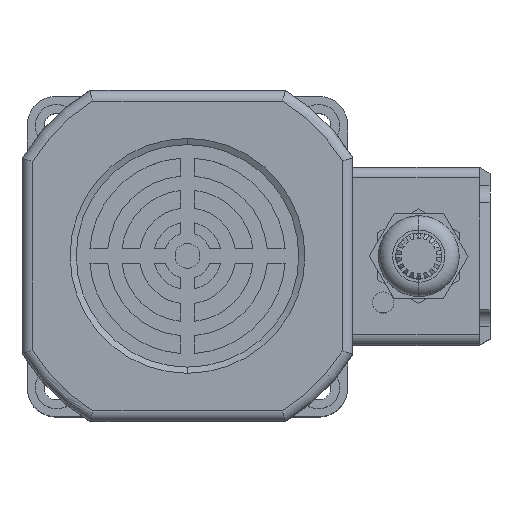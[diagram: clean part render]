
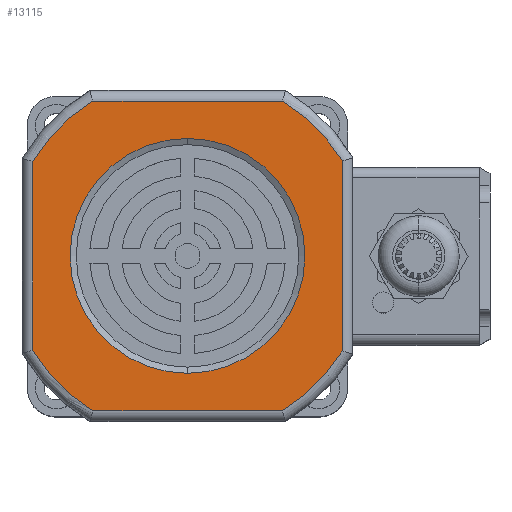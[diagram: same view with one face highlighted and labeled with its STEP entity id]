
A CAD part, top view. The second image highlights one B-rep face of the part: STEP entity #13115.
In plain terms, the highlighted face is planar.
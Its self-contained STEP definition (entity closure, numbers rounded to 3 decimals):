
#147 = CARTESIAN_POINT ( 'NONE',  ( 0.05, 0., 0. ) ) ;
#557 = ORIENTED_EDGE ( 'NONE', *, *, #3538, .T. ) ;
#772 = CARTESIAN_POINT ( 'NONE',  ( 0.05, 0., 0. ) ) ;
#1061 = EDGE_LOOP ( 'NONE', ( #9142, #10194, #557, #16025, #16243, #6004, #21102, #16073 ) ) ;
#1138 = DIRECTION ( 'NONE',  ( 0., 1., 0. ) ) ;
#1303 = VERTEX_POINT ( 'NONE', #17204 ) ;
#1767 = CIRCLE ( 'NONE', #7255, 33. ) ;
#2111 = DIRECTION ( 'NONE',  ( 0., 0., 1. ) ) ;
#2315 = DIRECTION ( 'NONE',  ( 1., 0., 0. ) ) ;
#2761 = DIRECTION ( 'NONE',  ( 0., 0., 1. ) ) ;
#3045 = EDGE_CURVE ( 'NONE', #11709, #10045, #15273, .T. ) ;
#3201 = EDGE_CURVE ( 'NONE', #10045, #11054, #7855, .T. ) ;
#3538 = EDGE_CURVE ( 'NONE', #11054, #16594, #22257, .T. ) ;
#3688 = EDGE_CURVE ( 'NONE', #16594, #4701, #8772, .T. ) ;
#3892 = EDGE_CURVE ( 'NONE', #4701, #5784, #19540, .T. ) ;
#3960 = DIRECTION ( 'NONE',  ( -1., 0., 0. ) ) ;
#4068 = EDGE_CURVE ( 'NONE', #5784, #20159, #12361, .T. ) ;
#4484 = DIRECTION ( 'NONE',  ( 0., 0., -1. ) ) ;
#4554 = EDGE_CURVE ( 'NONE', #20159, #1303, #22778, .T. ) ;
#4701 = VERTEX_POINT ( 'NONE', #19407 ) ;
#4892 = EDGE_CURVE ( 'NONE', #1303, #11709, #6328, .T. ) ;
#5038 = ORIENTED_EDGE ( 'NONE', *, *, #8513, .F. ) ;
#5044 = EDGE_CURVE ( 'NONE', #20359, #12288, #22172, .T. ) ;
#5190 = VECTOR ( 'NONE', #4484, 1000. ) ;
#5748 = AXIS2_PLACEMENT_3D ( 'NONE', #22400, #11247, #24284 ) ;
#5784 = VERTEX_POINT ( 'NONE', #19275 ) ;
#6004 = ORIENTED_EDGE ( 'NONE', *, *, #4068, .T. ) ;
#6129 = ORIENTED_EDGE ( 'NONE', *, *, #5044, .F. ) ;
#6328 = CIRCLE ( 'NONE', #17561, 51. ) ;
#7188 = CARTESIAN_POINT ( 'NONE',  ( 0., 0., 33. ) ) ;
#7255 = AXIS2_PLACEMENT_3D ( 'NONE', #9754, #22823, #11686 ) ;
#7785 = AXIS2_PLACEMENT_3D ( 'NONE', #12758, #1138, #14634 ) ;
#7855 = CIRCLE ( 'NONE', #14211, 51. ) ;
#8513 = EDGE_CURVE ( 'NONE', #12288, #20359, #1767, .T. ) ;
#8772 = CIRCLE ( 'NONE', #10699, 51. ) ;
#8972 = DIRECTION ( 'NONE',  ( 0., -1., 0. ) ) ;
#8975 = CARTESIAN_POINT ( 'NONE',  ( 0.05, 0., 0. ) ) ;
#9142 = ORIENTED_EDGE ( 'NONE', *, *, #3045, .T. ) ;
#9191 = DIRECTION ( 'NONE',  ( 0., 0., 1. ) ) ;
#9238 = CARTESIAN_POINT ( 'NONE',  ( -26.572, 0., -43.5 ) ) ;
#9506 = FACE_BOUND ( 'NONE', #16027, .T. ) ;
#9754 = CARTESIAN_POINT ( 'NONE',  ( 0., 0., 0. ) ) ;
#10045 = VERTEX_POINT ( 'NONE', #22702 ) ;
#10194 = ORIENTED_EDGE ( 'NONE', *, *, #3201, .T. ) ;
#10699 = AXIS2_PLACEMENT_3D ( 'NONE', #772, #14306, #2761 ) ;
#10915 = DIRECTION ( 'NONE',  ( 0., 0., 1. ) ) ;
#11054 = VERTEX_POINT ( 'NONE', #9238 ) ;
#11247 = DIRECTION ( 'NONE',  ( 0., -1., 0. ) ) ;
#11686 = DIRECTION ( 'NONE',  ( 0., 0., -1. ) ) ;
#11709 = VERTEX_POINT ( 'NONE', #24181 ) ;
#12288 = VERTEX_POINT ( 'NONE', #7188 ) ;
#12334 = VECTOR ( 'NONE', #3960, 1000. ) ;
#12361 = CIRCLE ( 'NONE', #18910, 51. ) ;
#12756 = CARTESIAN_POINT ( 'NONE',  ( 26.673, 0., -43.5 ) ) ;
#12758 = CARTESIAN_POINT ( 'NONE',  ( 0.05, 0., 0. ) ) ;
#13115 = ADVANCED_FACE ( 'NONE', ( #19403, #9506 ), #21975, .F. ) ;
#13699 = DIRECTION ( 'NONE',  ( 0., -1., 0. ) ) ;
#13895 = CARTESIAN_POINT ( 'NONE',  ( 0.05, 0., -43.5 ) ) ;
#14211 = AXIS2_PLACEMENT_3D ( 'NONE', #20156, #8972, #22057 ) ;
#14259 = CARTESIAN_POINT ( 'NONE',  ( 0., 0., -33. ) ) ;
#14306 = DIRECTION ( 'NONE',  ( 0., -1., 0. ) ) ;
#14634 = DIRECTION ( 'NONE',  ( 0., 0., 1. ) ) ;
#15273 = LINE ( 'NONE', #17656, #5190 ) ;
#16025 = ORIENTED_EDGE ( 'NONE', *, *, #3688, .T. ) ;
#16027 = EDGE_LOOP ( 'NONE', ( #6129, #5038 ) ) ;
#16073 = ORIENTED_EDGE ( 'NONE', *, *, #4892, .T. ) ;
#16243 = ORIENTED_EDGE ( 'NONE', *, *, #3892, .T. ) ;
#16594 = VERTEX_POINT ( 'NONE', #12756 ) ;
#17204 = CARTESIAN_POINT ( 'NONE',  ( -26.572, 0., 43.5 ) ) ;
#17561 = AXIS2_PLACEMENT_3D ( 'NONE', #8975, #22063, #10915 ) ;
#17656 = CARTESIAN_POINT ( 'NONE',  ( -43.5, 0., 0. ) ) ;
#18910 = AXIS2_PLACEMENT_3D ( 'NONE', #147, #13699, #2111 ) ;
#19000 = CARTESIAN_POINT ( 'NONE',  ( 0.05, 0., 43.5 ) ) ;
#19275 = CARTESIAN_POINT ( 'NONE',  ( 43.5, 0., 26.705 ) ) ;
#19403 = FACE_OUTER_BOUND ( 'NONE', #1061, .T. ) ;
#19407 = CARTESIAN_POINT ( 'NONE',  ( 43.5, 0., -26.705 ) ) ;
#19540 = LINE ( 'NONE', #20372, #23980 ) ;
#20156 = CARTESIAN_POINT ( 'NONE',  ( 0.05, 0., 0. ) ) ;
#20159 = VERTEX_POINT ( 'NONE', #20605 ) ;
#20359 = VERTEX_POINT ( 'NONE', #14259 ) ;
#20372 = CARTESIAN_POINT ( 'NONE',  ( 43.5, 0., 0. ) ) ;
#20605 = CARTESIAN_POINT ( 'NONE',  ( 26.673, 0., 43.5 ) ) ;
#21057 = VECTOR ( 'NONE', #2315, 1000. ) ;
#21102 = ORIENTED_EDGE ( 'NONE', *, *, #4554, .T. ) ;
#21975 = PLANE ( 'NONE',  #7785 ) ;
#22057 = DIRECTION ( 'NONE',  ( 0., 0., 1. ) ) ;
#22063 = DIRECTION ( 'NONE',  ( 0., -1., 0. ) ) ;
#22172 = CIRCLE ( 'NONE', #5748, 33. ) ;
#22257 = LINE ( 'NONE', #13895, #21057 ) ;
#22400 = CARTESIAN_POINT ( 'NONE',  ( 0., 0., 0. ) ) ;
#22702 = CARTESIAN_POINT ( 'NONE',  ( -43.5, 0., -26.54 ) ) ;
#22778 = LINE ( 'NONE', #19000, #12334 ) ;
#22823 = DIRECTION ( 'NONE',  ( 0., -1., 0. ) ) ;
#23980 = VECTOR ( 'NONE', #9191, 1000. ) ;
#24181 = CARTESIAN_POINT ( 'NONE',  ( -43.5, 0., 26.54 ) ) ;
#24284 = DIRECTION ( 'NONE',  ( 0., 0., -1. ) ) ;
